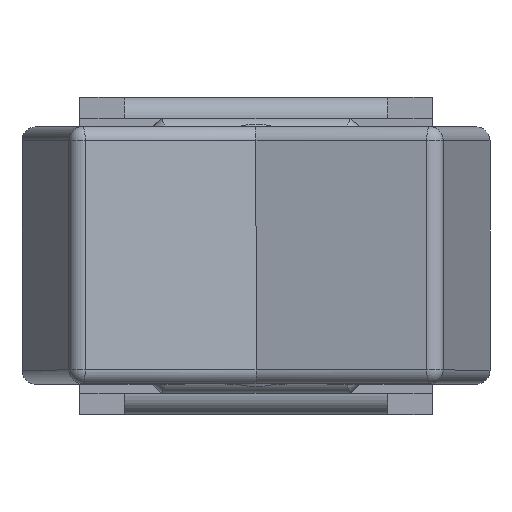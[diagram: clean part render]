
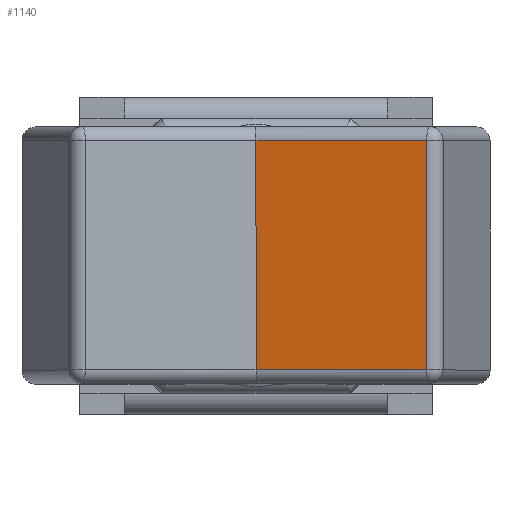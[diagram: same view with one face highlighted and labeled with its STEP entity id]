
A CAD part, top view. The second image highlights one B-rep face of the part: STEP entity #1140.
In plain terms, the highlighted planar face has unit normal (-0.208, 0, 0.978).
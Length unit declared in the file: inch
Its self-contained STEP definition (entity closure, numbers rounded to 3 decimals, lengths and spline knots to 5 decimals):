
#956=CARTESIAN_POINT('',(0.2423,0.1628,0.83146));
#957=VERTEX_POINT('',#956);
#966=CARTESIAN_POINT('',(0.,0.1628,0.77996));
#967=VERTEX_POINT('',#966);
#975=CARTESIAN_POINT('',(0.,0.1628,0.77996));
#976=DIRECTION('',(0.978,0.0,0.208));
#977=VECTOR('',#976,0.24771);
#978=LINE('',#975,#977);
#979=EDGE_CURVE('',#967,#957,#978,.T.);
#1098=CARTESIAN_POINT('',(0.2423,-0.1628,0.83146));
#1099=VERTEX_POINT('',#1098);
#1100=CARTESIAN_POINT('',(0.2423,0.1628,0.83146));
#1101=DIRECTION('',(0.0,-1.0,0.0));
#1102=VECTOR('',#1101,0.32559);
#1103=LINE('',#1100,#1102);
#1104=EDGE_CURVE('',#957,#1099,#1103,.T.);
#1117=CARTESIAN_POINT('',(-0.01211,0.17907,0.77739));
#1118=DIRECTION('',(-0.208,0.0,0.978));
#1119=DIRECTION('',(0.978,0.0,0.208));
#1120=AXIS2_PLACEMENT_3D('',#1117,#1118,#1119);
#1121=PLANE('',#1120);
#1122=ORIENTED_EDGE('',*,*,#979,.F.);
#1123=CARTESIAN_POINT('',(0.,-0.1628,0.77996));
#1124=VERTEX_POINT('',#1123);
#1125=CARTESIAN_POINT('',(0.,0.1628,0.77996));
#1126=DIRECTION('',(0.0,-1.0,0.0));
#1127=VECTOR('',#1126,0.32559);
#1128=LINE('',#1125,#1127);
#1129=EDGE_CURVE('',#967,#1124,#1128,.T.);
#1130=ORIENTED_EDGE('',*,*,#1129,.T.);
#1131=CARTESIAN_POINT('',(0.2423,-0.1628,0.83146));
#1132=DIRECTION('',(-0.978,0.0,-0.208));
#1133=VECTOR('',#1132,0.24771);
#1134=LINE('',#1131,#1133);
#1135=EDGE_CURVE('',#1099,#1124,#1134,.T.);
#1136=ORIENTED_EDGE('',*,*,#1135,.F.);
#1137=ORIENTED_EDGE('',*,*,#1104,.F.);
#1138=EDGE_LOOP('',(#1122,#1130,#1136,#1137));
#1139=FACE_OUTER_BOUND('',#1138,.T.);
#1140=ADVANCED_FACE('',(#1139),#1121,.T.);
